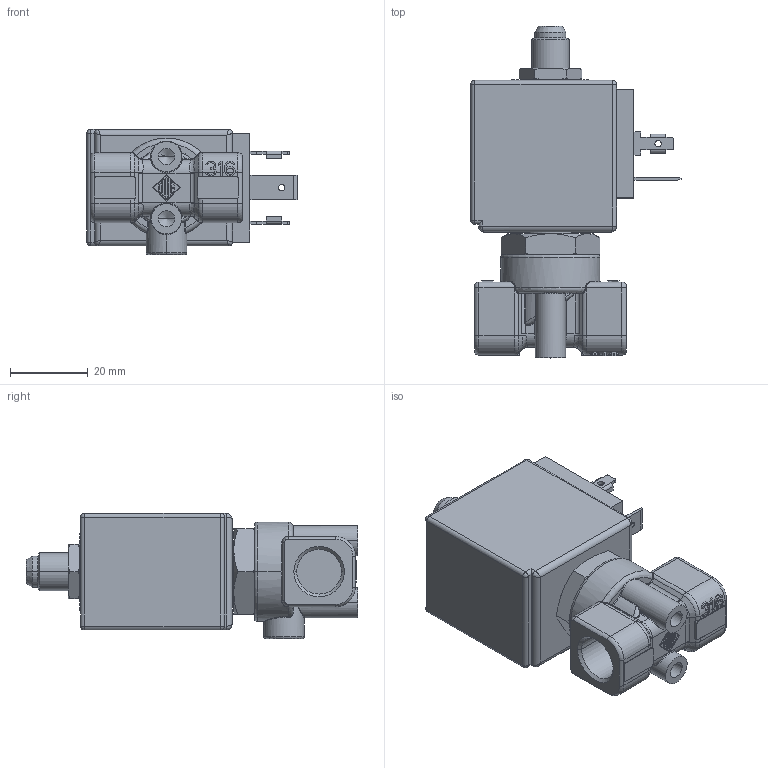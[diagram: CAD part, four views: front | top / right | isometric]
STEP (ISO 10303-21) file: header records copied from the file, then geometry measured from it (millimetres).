
FILE_DESCRIPTION((''),'2;1');
FILE_NAME('31L2A1V30_BDA_INGOMBRO_ASM','2009-07-13T',('romeri'),('O.D.E.'),'PRO/ENGINEER BY PARAMETRIC TECHNOLOGY CORPORATION, 2005450','PRO/ENGINEER BY PARAMETRIC TECHNOLOGY CORPORATION, 2005450','');
FILE_SCHEMA(('CONFIG_CONTROL_DESIGN'));
Length unit declared in the file: millimetre
Products named in the file (6): 4500L2_INGOMBRO; 450864_INGOMBRO; BOBINA_8_W_INGOMBRO; 450940; 450939; 31L2A1V30_BDA_INGOMBRO_ASM
Assembly tree (5 placements, depth 2):
  31L2A1V30_BDA_INGOMBRO_ASM
    4500L2_INGOMBRO
    450864_INGOMBRO
    BOBINA_8_W_INGOMBRO
    450940
    450939
Bounding box: 54.15 x 85.43 x 32.22 mm (x, y, z)
Volume: 41570.6 mm3; surface area: 25248 mm2
Topology: 4 solids, 11 shells, 736 faces, 1815 edges, 1122 vertices
Faces by surface type: plane 389, cylinder 162, bspline 73, cone 58, torus 31, sphere 23
Entity records: 30867 total; most frequent: CARTESIAN_POINT 7739, ORIENTED_EDGE 3611, DIRECTION 3249, EDGE_CURVE 1808, PRESENTATION_STYLE_ASSIGNMENT 1792, STYLED_ITEM 1726, CURVE_STYLE 1660, VERTEX_POINT 1122
